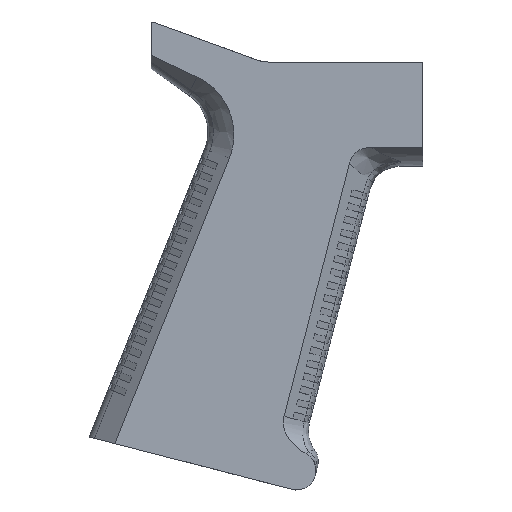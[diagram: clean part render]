
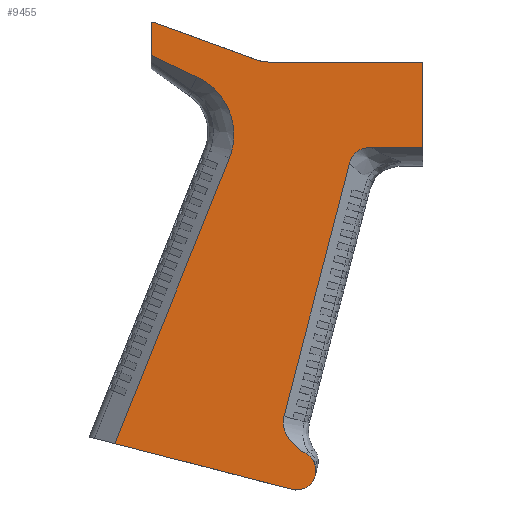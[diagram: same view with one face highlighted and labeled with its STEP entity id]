
A CAD part, left-side view. The second image highlights one B-rep face of the part: STEP entity #9455.
In plain terms, the highlighted planar face has unit normal (-1, 0, 0).
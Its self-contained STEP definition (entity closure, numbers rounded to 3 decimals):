
#170=FACE_OUTER_BOUND('',#661,.T.);
#661=EDGE_LOOP('',(#6178,#6179,#6180,#6181,#6182,#6183,#6184,#6185,#6186,
#6187,#6188,#6189,#6190,#6191,#6192,#6193,#6194));
#1175=ELLIPSE('',#9962,12.14,8.584);
#1195=B_SPLINE_CURVE_WITH_KNOTS('',3,(#12946,#12947,#12948,#12949,#12950,
#12951,#12952,#12953,#12954,#12955),.UNSPECIFIED.,.F.,.F.,(4,2,2,2,4),(-0.679,
-0.53,-0.385,-0.189,0.),
 .UNSPECIFIED.);
#1196=B_SPLINE_CURVE_WITH_KNOTS('',3,(#12961,#12962,#12963,#12964,#12965,
#12966,#12967,#12968,#12969,#12970),.UNSPECIFIED.,.F.,.F.,(4,2,2,2,4),(-0.801,
-0.644,-0.494,-0.282,0.),
 .UNSPECIFIED.);
#1197=B_SPLINE_CURVE_WITH_KNOTS('',3,(#12987,#12988,#12989,#12990,#12991,
#12992,#12993,#12994,#12995,#12996,#12997,#12998,#12999),.UNSPECIFIED.,
 .F.,.F.,(4,3,3,3,4),(0.981,1.535,2.089,
2.828,3.567),.UNSPECIFIED.);
#1367=CIRCLE('',#9961,5.);
#1368=CIRCLE('',#9963,10.);
#1369=CIRCLE('',#9964,10.);
#1534=LINE('',#12938,#2634);
#1535=LINE('',#12940,#2635);
#1536=LINE('',#12944,#2636);
#1537=LINE('',#12959,#2637);
#1538=LINE('',#12972,#2638);
#1539=LINE('',#12974,#2639);
#1540=LINE('',#12976,#2640);
#1541=LINE('',#12980,#2641);
#1542=LINE('',#12984,#2642);
#1543=LINE('',#12986,#2643);
#2634=VECTOR('',#10588,10.);
#2635=VECTOR('',#10589,10.);
#2636=VECTOR('',#10592,10.);
#2637=VECTOR('',#10595,10.);
#2638=VECTOR('',#10596,10.);
#2639=VECTOR('',#10597,10.);
#2640=VECTOR('',#10598,10.);
#2641=VECTOR('',#10601,10.);
#2642=VECTOR('',#10604,10.);
#2643=VECTOR('',#10605,10.);
#3734=VERTEX_POINT('',#12936);
#3735=VERTEX_POINT('',#12937);
#3736=VERTEX_POINT('',#12939);
#3737=VERTEX_POINT('',#12941);
#3738=VERTEX_POINT('',#12943);
#3739=VERTEX_POINT('',#12945);
#3740=VERTEX_POINT('',#12956);
#3741=VERTEX_POINT('',#12958);
#3742=VERTEX_POINT('',#12960);
#3743=VERTEX_POINT('',#12971);
#3744=VERTEX_POINT('',#12973);
#3745=VERTEX_POINT('',#12975);
#3746=VERTEX_POINT('',#12977);
#3747=VERTEX_POINT('',#12979);
#3748=VERTEX_POINT('',#12981);
#3749=VERTEX_POINT('',#12983);
#3750=VERTEX_POINT('',#12985);
#4719=EDGE_CURVE('',#3734,#3735,#1534,.T.);
#4720=EDGE_CURVE('',#3736,#3735,#1535,.T.);
#4721=EDGE_CURVE('',#3737,#3736,#1367,.T.);
#4722=EDGE_CURVE('',#3737,#3738,#1536,.T.);
#4723=EDGE_CURVE('',#3738,#3739,#1195,.T.);
#4724=EDGE_CURVE('',#3740,#3739,#1175,.T.);
#4725=EDGE_CURVE('',#3741,#3740,#1537,.F.);
#4726=EDGE_CURVE('',#3742,#3741,#1196,.F.);
#4727=EDGE_CURVE('',#3742,#3743,#1538,.T.);
#4728=EDGE_CURVE('',#3743,#3744,#1539,.T.);
#4729=EDGE_CURVE('',#3744,#3745,#1540,.T.);
#4730=EDGE_CURVE('',#3745,#3746,#1368,.T.);
#4731=EDGE_CURVE('',#3746,#3747,#1541,.T.);
#4732=EDGE_CURVE('',#3747,#3748,#1369,.T.);
#4733=EDGE_CURVE('',#3748,#3749,#1542,.T.);
#4734=EDGE_CURVE('',#3750,#3749,#1543,.T.);
#4735=EDGE_CURVE('',#3750,#3734,#1197,.T.);
#6178=ORIENTED_EDGE('',*,*,#4719,.T.);
#6179=ORIENTED_EDGE('',*,*,#4720,.F.);
#6180=ORIENTED_EDGE('',*,*,#4721,.F.);
#6181=ORIENTED_EDGE('',*,*,#4722,.T.);
#6182=ORIENTED_EDGE('',*,*,#4723,.T.);
#6183=ORIENTED_EDGE('',*,*,#4724,.F.);
#6184=ORIENTED_EDGE('',*,*,#4725,.F.);
#6185=ORIENTED_EDGE('',*,*,#4726,.F.);
#6186=ORIENTED_EDGE('',*,*,#4727,.T.);
#6187=ORIENTED_EDGE('',*,*,#4728,.T.);
#6188=ORIENTED_EDGE('',*,*,#4729,.T.);
#6189=ORIENTED_EDGE('',*,*,#4730,.T.);
#6190=ORIENTED_EDGE('',*,*,#4731,.T.);
#6191=ORIENTED_EDGE('',*,*,#4732,.T.);
#6192=ORIENTED_EDGE('',*,*,#4733,.T.);
#6193=ORIENTED_EDGE('',*,*,#4734,.F.);
#6194=ORIENTED_EDGE('',*,*,#4735,.T.);
#9096=PLANE('',#9960);
#9455=ADVANCED_FACE('',(#170),#9096,.T.);
#9960=AXIS2_PLACEMENT_3D('',#12935,#10586,#10587);
#9961=AXIS2_PLACEMENT_3D('',#12942,#10590,#10591);
#9962=AXIS2_PLACEMENT_3D('',#12957,#10593,#10594);
#9963=AXIS2_PLACEMENT_3D('',#12978,#10599,#10600);
#9964=AXIS2_PLACEMENT_3D('',#12982,#10602,#10603);
#10586=DIRECTION('center_axis',(-1.,0.,0.));
#10587=DIRECTION('ref_axis',(0.,-1.,0.));
#10588=DIRECTION('',(0.,0.372,-0.928));
#10589=DIRECTION('',(0.,0.968,0.251));
#10590=DIRECTION('center_axis',(1.,0.,0.));
#10591=DIRECTION('ref_axis',(0.,-0.862,0.507));
#10592=DIRECTION('',(0.,-0.251,0.968));
#10593=DIRECTION('center_axis',(-1.,0.,0.));
#10594=DIRECTION('ref_axis',(0.,0.968,0.251));
#10595=DIRECTION('',(0.,-0.251,0.968));
#10596=DIRECTION('',(0.,-1.,0.));
#10597=DIRECTION('',(0.,0.,1.));
#10598=DIRECTION('',(0.,1.,0.));
#10599=DIRECTION('center_axis',(1.,0.,0.));
#10600=DIRECTION('ref_axis',(0.,0.174,-0.985));
#10601=DIRECTION('',(0.,0.94,0.342));
#10602=DIRECTION('center_axis',(-1.,0.,0.));
#10603=DIRECTION('ref_axis',(0.,-0.342,0.94));
#10604=DIRECTION('',(0.,0.,-1.));
#10605=DIRECTION('',(0.,0.906,0.423));
#12935=CARTESIAN_POINT('Origin',(-14.021,64.472,-52.8));
#12936=CARTESIAN_POINT('',(-14.021,74.456,-27.156));
#12937=CARTESIAN_POINT('',(-14.021,104.922,-103.062));
#12938=CARTESIAN_POINT('',(-14.021,77.202,-33.996));
#12939=CARTESIAN_POINT('',(-14.021,57.691,-115.294));
#12940=CARTESIAN_POINT('',(-14.021,36.327,-120.827));
#12941=CARTESIAN_POINT('',(-14.021,51.597,-111.707));
#12942=CARTESIAN_POINT('Origin',(-14.021,56.438,-110.454));
#12943=CARTESIAN_POINT('',(-14.021,51.544,-111.503));
#12944=CARTESIAN_POINT('',(-14.021,45.483,-88.1));
#12945=CARTESIAN_POINT('',(-14.021,54.014,-105.72));
#12946=CARTESIAN_POINT('Ctrl Pts',(-14.021,51.544,-111.503));
#12947=CARTESIAN_POINT('Ctrl Pts',(-14.021,51.42,-111.024));
#12948=CARTESIAN_POINT('Ctrl Pts',(-14.021,51.365,-110.529));
#12949=CARTESIAN_POINT('Ctrl Pts',(-14.021,51.396,-109.549));
#12950=CARTESIAN_POINT('Ctrl Pts',(-14.021,51.479,-109.068));
#12951=CARTESIAN_POINT('Ctrl Pts',(-14.021,51.829,-107.984));
#12952=CARTESIAN_POINT('Ctrl Pts',(-14.021,52.146,-107.406));
#12953=CARTESIAN_POINT('Ctrl Pts',(-14.021,52.968,-106.421));
#12954=CARTESIAN_POINT('Ctrl Pts',(-14.021,53.459,-106.018));
#12955=CARTESIAN_POINT('Ctrl Pts',(-14.021,54.014,-105.72));
#12956=CARTESIAN_POINT('',(-14.021,59.879,-95.824));
#12957=CARTESIAN_POINT('Origin',(-14.021,48.127,-98.867));
#12958=CARTESIAN_POINT('',(-14.021,42.434,-28.466));
#12959=CARTESIAN_POINT('',(-14.021,52.132,-65.911));
#12960=CARTESIAN_POINT('',(-14.021,36.478,-24.189));
#12961=CARTESIAN_POINT('Ctrl Pts',(-14.021,42.434,-28.466));
#12962=CARTESIAN_POINT('Ctrl Pts',(-14.021,42.303,-27.958));
#12963=CARTESIAN_POINT('Ctrl Pts',(-14.021,42.113,-27.467));
#12964=CARTESIAN_POINT('Ctrl Pts',(-14.021,41.615,-26.574));
#12965=CARTESIAN_POINT('Ctrl Pts',(-14.021,41.318,-26.175));
#12966=CARTESIAN_POINT('Ctrl Pts',(-14.021,40.465,-25.326));
#12967=CARTESIAN_POINT('Ctrl Pts',(-14.021,39.879,-24.948));
#12968=CARTESIAN_POINT('Ctrl Pts',(-14.021,38.358,-24.327));
#12969=CARTESIAN_POINT('Ctrl Pts',(-14.021,37.417,-24.189));
#12970=CARTESIAN_POINT('Ctrl Pts',(-14.021,36.478,-24.189));
#12971=CARTESIAN_POINT('',(-14.021,22.912,-24.189));
#12972=CARTESIAN_POINT('',(-14.021,22.912,-24.189));
#12973=CARTESIAN_POINT('',(-14.021,22.912,-1.465));
#12974=CARTESIAN_POINT('',(-14.021,22.912,-39.539));
#12975=CARTESIAN_POINT('',(-14.021,63.766,-1.465));
#12976=CARTESIAN_POINT('',(-14.021,44.244,-1.465));
#12977=CARTESIAN_POINT('',(-14.021,67.186,-0.862));
#12978=CARTESIAN_POINT('Origin',(-14.021,63.766,8.535));
#12979=CARTESIAN_POINT('',(-14.021,93.641,8.767));
#12980=CARTESIAN_POINT('',(-14.021,70.173,0.226));
#12981=CARTESIAN_POINT('',(-14.021,95.298,9.214));
#12982=CARTESIAN_POINT('Origin',(-14.021,97.061,-0.63));
#12983=CARTESIAN_POINT('',(-14.021,95.298,0.296));
#12984=CARTESIAN_POINT('',(-14.021,95.298,-28.519));
#12985=CARTESIAN_POINT('',(-14.021,83.049,-5.416));
#12986=CARTESIAN_POINT('',(-14.021,23.742,-33.072));
#12987=CARTESIAN_POINT('Ctrl Pts',(-14.021,83.049,-5.416));
#12988=CARTESIAN_POINT('Ctrl Pts',(-14.021,81.38,-6.194));
#12989=CARTESIAN_POINT('Ctrl Pts',(-14.021,79.84,-7.246));
#12990=CARTESIAN_POINT('Ctrl Pts',(-14.021,78.507,-8.516));
#12991=CARTESIAN_POINT('Ctrl Pts',(-14.021,77.174,-9.785));
#12992=CARTESIAN_POINT('Ctrl Pts',(-14.021,76.048,-11.273));
#12993=CARTESIAN_POINT('Ctrl Pts',(-14.021,75.191,-12.902));
#12994=CARTESIAN_POINT('Ctrl Pts',(-14.021,74.048,-15.074));
#12995=CARTESIAN_POINT('Ctrl Pts',(-14.021,73.382,-17.497));
#12996=CARTESIAN_POINT('Ctrl Pts',(-14.021,73.255,-19.948));
#12997=CARTESIAN_POINT('Ctrl Pts',(-14.021,73.129,-22.399));
#12998=CARTESIAN_POINT('Ctrl Pts',(-14.021,73.542,-24.878));
#12999=CARTESIAN_POINT('Ctrl Pts',(-14.021,74.456,-27.156));
